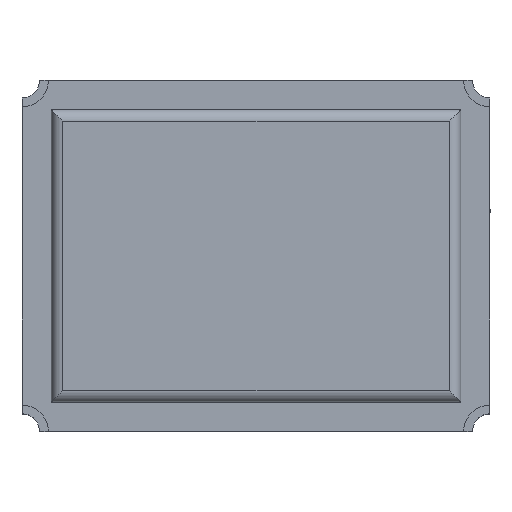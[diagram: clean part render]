
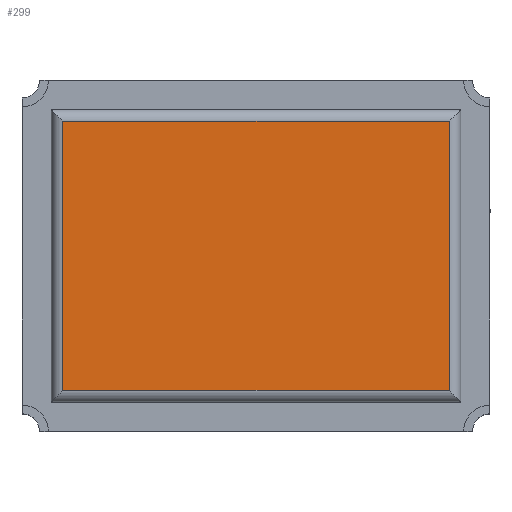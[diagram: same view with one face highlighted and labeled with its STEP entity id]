
A CAD part, top view. The second image highlights one B-rep face of the part: STEP entity #299.
In plain terms, the highlighted planar face has unit normal (0, 0, 1).
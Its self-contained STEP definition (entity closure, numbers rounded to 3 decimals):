
#299=ADVANCED_FACE('',(#605),#607,.T.);
#605=FACE_BOUND('',#606,.T.);
#606=EDGE_LOOP('',(#843,#844,#845,#846));
#607=PLANE('',#608);
#608=AXIS2_PLACEMENT_3D('',#609,#610,#611);
#609=CARTESIAN_POINT('',(0.,0.,0.3));
#610=DIRECTION('',(0.,0.,1.));
#611=DIRECTION('',(1.,0.,0.));
#843=ORIENTED_EDGE('',*,*,#999,.T.);
#844=ORIENTED_EDGE('',*,*,#1000,.T.);
#845=ORIENTED_EDGE('',*,*,#1001,.T.);
#846=ORIENTED_EDGE('',*,*,#1002,.T.);
#999=EDGE_CURVE('',#1077,#1078,#1079,.T.);
#1000=EDGE_CURVE('',#1078,#1080,#1081,.T.);
#1001=EDGE_CURVE('',#1080,#1082,#1083,.T.);
#1002=EDGE_CURVE('',#1082,#1077,#1084,.T.);
#1077=VERTEX_POINT('',#1207);
#1078=VERTEX_POINT('',#1208);
#1079=LINE('',#1209,#1210);
#1080=VERTEX_POINT('',#1212);
#1081=LINE('',#1213,#1214);
#1082=VERTEX_POINT('',#1216);
#1083=LINE('',#1217,#1218);
#1084=LINE('',#1220,#1221);
#1207=CARTESIAN_POINT('',(0.66,0.46,0.3));
#1208=CARTESIAN_POINT('',(-0.66,0.46,0.3));
#1209=CARTESIAN_POINT('',(0.66,0.46,0.3));
#1210=VECTOR('',#1211,1.);
#1211=DIRECTION('',(-1.,0.,0.));
#1212=CARTESIAN_POINT('',(-0.66,-0.46,0.3));
#1213=CARTESIAN_POINT('',(-0.66,0.46,0.3));
#1214=VECTOR('',#1215,1.);
#1215=DIRECTION('',(0.,-1.,0.));
#1216=CARTESIAN_POINT('',(0.66,-0.46,0.3));
#1217=CARTESIAN_POINT('',(-0.66,-0.46,0.3));
#1218=VECTOR('',#1219,1.);
#1219=DIRECTION('',(1.,0.,0.));
#1220=CARTESIAN_POINT('',(0.66,-0.46,0.3));
#1221=VECTOR('',#1222,1.);
#1222=DIRECTION('',(0.,1.,0.));
